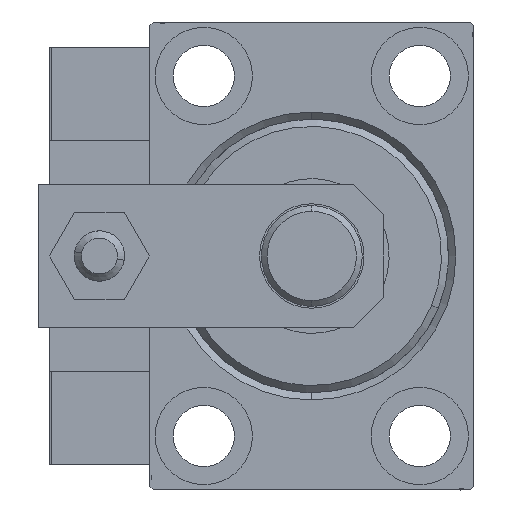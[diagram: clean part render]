
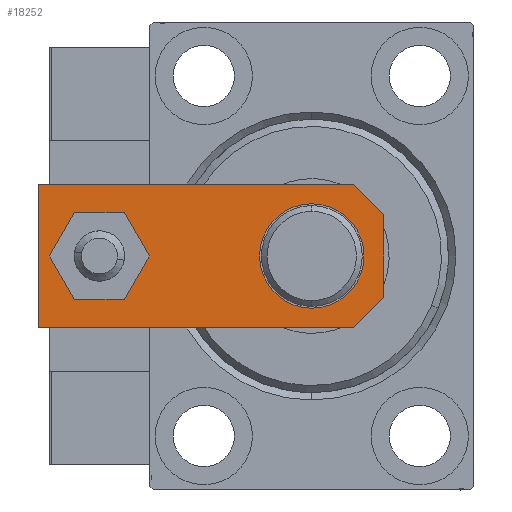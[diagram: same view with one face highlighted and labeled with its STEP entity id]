
A CAD part, left-side view. The second image highlights one B-rep face of the part: STEP entity #18252.
In plain terms, the highlighted face is planar.
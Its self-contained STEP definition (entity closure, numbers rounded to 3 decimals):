
#369 = EDGE_CURVE ( 'NONE', #22920, #31891, #1386, .T. ) ;
#889 = CARTESIAN_POINT ( 'NONE',  ( 5.76, 0., 6. ) ) ;
#956 = CARTESIAN_POINT ( 'NONE',  ( -5.76, 0., 6. ) ) ;
#1386 = LINE ( 'NONE', #32965, #29359 ) ;
#1598 = CARTESIAN_POINT ( 'NONE',  ( -10., 48., 6. ) ) ;
#2634 = VECTOR ( 'NONE', #9866, 1000. ) ;
#2830 = VERTEX_POINT ( 'NONE', #889 ) ;
#3362 = VERTEX_POINT ( 'NONE', #956 ) ;
#4351 = FACE_OUTER_BOUND ( 'NONE', #41618, .T. ) ;
#4753 = VERTEX_POINT ( 'NONE', #32158 ) ;
#5031 = AXIS2_PLACEMENT_3D ( 'NONE', #35375, #16856, #20211 ) ;
#6020 = CARTESIAN_POINT ( 'NONE',  ( 2.88, -2.88, 6. ) ) ;
#6297 = VECTOR ( 'NONE', #9550, 1000. ) ;
#6521 = CARTESIAN_POINT ( 'NONE',  ( 7.25, 10., 6. ) ) ;
#7168 = EDGE_LOOP ( 'NONE', ( #17114, #49078 ) ) ;
#7596 = CIRCLE ( 'NONE', #50230, 4. ) ;
#7792 = VERTEX_POINT ( 'NONE', #33217 ) ;
#7939 = ORIENTED_EDGE ( 'NONE', *, *, #40996, .F. ) ;
#8440 = CARTESIAN_POINT ( 'NONE',  ( 10., 4.24, 6. ) ) ;
#8739 = CIRCLE ( 'NONE', #28433, 4. ) ;
#9550 = DIRECTION ( 'NONE',  ( 0., -1., 0. ) ) ;
#9866 = DIRECTION ( 'NONE',  ( 0.707, 0.707, 0. ) ) ;
#10297 = EDGE_CURVE ( 'NONE', #41928, #22920, #33816, .T. ) ;
#11115 = VERTEX_POINT ( 'NONE', #21887 ) ;
#11784 = CARTESIAN_POINT ( 'NONE',  ( 0., 0., 6. ) ) ;
#12253 = CIRCLE ( 'NONE', #40948, 7.25 ) ;
#12989 = CARTESIAN_POINT ( 'NONE',  ( 0., 39.5, 6. ) ) ;
#13405 = LINE ( 'NONE', #1598, #6297 ) ;
#14564 = DIRECTION ( 'NONE',  ( 1., 0., 0. ) ) ;
#15637 = FACE_BOUND ( 'NONE', #32640, .T. ) ;
#16143 = LINE ( 'NONE', #31810, #22888 ) ;
#16440 = CARTESIAN_POINT ( 'NONE',  ( 10., 48., 6. ) ) ;
#16647 = DIRECTION ( 'NONE',  ( 0.707, -0.707, 0. ) ) ;
#16677 = EDGE_CURVE ( 'NONE', #2830, #41928, #33237, .T. ) ;
#16856 = DIRECTION ( 'NONE',  ( 0., 0., 1. ) ) ;
#17114 = ORIENTED_EDGE ( 'NONE', *, *, #29928, .F. ) ;
#17885 = DIRECTION ( 'NONE',  ( 0., 1., 0. ) ) ;
#18223 = CARTESIAN_POINT ( 'NONE',  ( -4., 39.5, 6. ) ) ;
#18252 = ADVANCED_FACE ( 'NONE', ( #23340, #4351, #15637 ), #31313, .T. ) ;
#19037 = CARTESIAN_POINT ( 'NONE',  ( -10., 0., 6. ) ) ;
#19104 = ORIENTED_EDGE ( 'NONE', *, *, #27860, .T. ) ;
#20211 = DIRECTION ( 'NONE',  ( 1., 0., 0. ) ) ;
#20448 = DIRECTION ( 'NONE',  ( 0., 0., 1. ) ) ;
#20679 = ORIENTED_EDGE ( 'NONE', *, *, #16677, .T. ) ;
#20938 = CARTESIAN_POINT ( 'NONE',  ( 0., 10., 6. ) ) ;
#20949 = DIRECTION ( 'NONE',  ( 1., 0., 0. ) ) ;
#21875 = ORIENTED_EDGE ( 'NONE', *, *, #40503, .T. ) ;
#21887 = CARTESIAN_POINT ( 'NONE',  ( -10., 4.24, 6. ) ) ;
#22888 = VECTOR ( 'NONE', #16647, 1000. ) ;
#22920 = VERTEX_POINT ( 'NONE', #16440 ) ;
#23340 = FACE_BOUND ( 'NONE', #7168, .T. ) ;
#23918 = VERTEX_POINT ( 'NONE', #18223 ) ;
#25244 = DIRECTION ( 'NONE',  ( -1., 0., 0. ) ) ;
#25538 = DIRECTION ( 'NONE',  ( 1., 0., 0. ) ) ;
#27457 = DIRECTION ( 'NONE',  ( 0., 0., 1. ) ) ;
#27860 = EDGE_CURVE ( 'NONE', #31891, #11115, #13405, .T. ) ;
#28223 = DIRECTION ( 'NONE',  ( 1., 0., 0. ) ) ;
#28433 = AXIS2_PLACEMENT_3D ( 'NONE', #50268, #42301, #14564 ) ;
#29359 = VECTOR ( 'NONE', #25244, 1000. ) ;
#29928 = EDGE_CURVE ( 'NONE', #23918, #4753, #8739, .T. ) ;
#30419 = VECTOR ( 'NONE', #17885, 1000. ) ;
#31313 = PLANE ( 'NONE',  #37125 ) ;
#31758 = EDGE_CURVE ( 'NONE', #3362, #2830, #35200, .T. ) ;
#31810 = CARTESIAN_POINT ( 'NONE',  ( -2.88, -2.88, 6. ) ) ;
#31891 = VERTEX_POINT ( 'NONE', #33881 ) ;
#31929 = ORIENTED_EDGE ( 'NONE', *, *, #31758, .T. ) ;
#32158 = CARTESIAN_POINT ( 'NONE',  ( 4., 39.5, 6. ) ) ;
#32186 = VERTEX_POINT ( 'NONE', #6521 ) ;
#32640 = EDGE_LOOP ( 'NONE', ( #7939, #46923 ) ) ;
#32965 = CARTESIAN_POINT ( 'NONE',  ( 10., 48., 6. ) ) ;
#33217 = CARTESIAN_POINT ( 'NONE',  ( -7.25, 10., 6. ) ) ;
#33237 = LINE ( 'NONE', #6020, #2634 ) ;
#33816 = LINE ( 'NONE', #40997, #30419 ) ;
#33881 = CARTESIAN_POINT ( 'NONE',  ( -10., 48., 6. ) ) ;
#35200 = LINE ( 'NONE', #19037, #41584 ) ;
#35375 = CARTESIAN_POINT ( 'NONE',  ( 0., 10., 6. ) ) ;
#37125 = AXIS2_PLACEMENT_3D ( 'NONE', #11784, #27457, #28223 ) ;
#37609 = DIRECTION ( 'NONE',  ( 0., 0., 1. ) ) ;
#40503 = EDGE_CURVE ( 'NONE', #11115, #3362, #16143, .T. ) ;
#40948 = AXIS2_PLACEMENT_3D ( 'NONE', #20938, #37609, #25538 ) ;
#40996 = EDGE_CURVE ( 'NONE', #7792, #32186, #12253, .T. ) ;
#40997 = CARTESIAN_POINT ( 'NONE',  ( 10., 0., 6. ) ) ;
#41584 = VECTOR ( 'NONE', #50358, 1000. ) ;
#41618 = EDGE_LOOP ( 'NONE', ( #19104, #21875, #31929, #20679, #42050, #49152 ) ) ;
#41928 = VERTEX_POINT ( 'NONE', #8440 ) ;
#42050 = ORIENTED_EDGE ( 'NONE', *, *, #10297, .T. ) ;
#42301 = DIRECTION ( 'NONE',  ( 0., 0., 1. ) ) ;
#45540 = EDGE_CURVE ( 'NONE', #32186, #7792, #46051, .T. ) ;
#46051 = CIRCLE ( 'NONE', #5031, 7.25 ) ;
#46923 = ORIENTED_EDGE ( 'NONE', *, *, #45540, .F. ) ;
#47521 = EDGE_CURVE ( 'NONE', #4753, #23918, #7596, .T. ) ;
#49078 = ORIENTED_EDGE ( 'NONE', *, *, #47521, .F. ) ;
#49152 = ORIENTED_EDGE ( 'NONE', *, *, #369, .T. ) ;
#50230 = AXIS2_PLACEMENT_3D ( 'NONE', #12989, #20448, #20949 ) ;
#50268 = CARTESIAN_POINT ( 'NONE',  ( 0., 39.5, 6. ) ) ;
#50358 = DIRECTION ( 'NONE',  ( 1., 0., 0. ) ) ;
